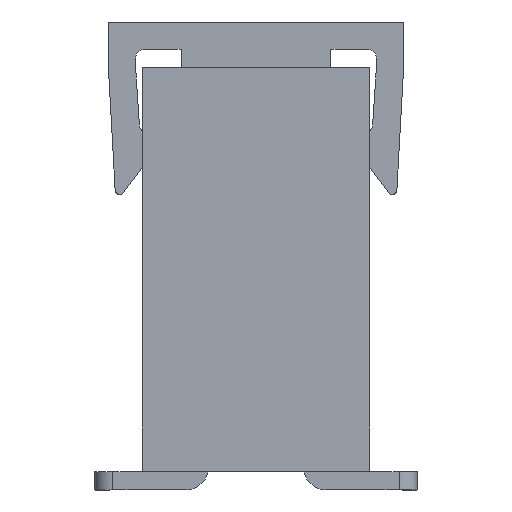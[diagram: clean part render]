
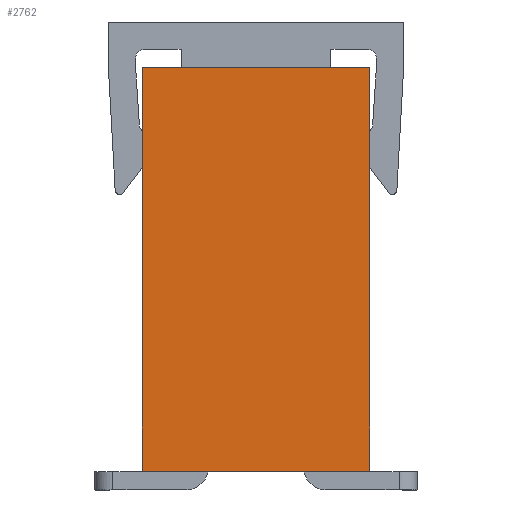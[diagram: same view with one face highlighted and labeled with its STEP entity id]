
A CAD part, left-side view. The second image highlights one B-rep face of the part: STEP entity #2762.
In plain terms, the highlighted planar face has unit normal (-1, 0, 0).
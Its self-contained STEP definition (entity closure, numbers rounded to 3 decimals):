
#1045=CARTESIAN_POINT('',(-39.6,2.5,-3.75));
#1046=VERTEX_POINT('',#1045);
#1047=CARTESIAN_POINT('',(-39.6,2.5,4.45));
#1048=VERTEX_POINT('',#1047);
#1049=CARTESIAN_POINT('',(-39.6,2.5,-3.75));
#1050=CARTESIAN_POINT('',(-39.6,2.5,-2.11));
#1051=CARTESIAN_POINT('',(-39.6,2.5,-0.47));
#1052=CARTESIAN_POINT('',(-39.6,2.5,1.17));
#1053=CARTESIAN_POINT('',(-39.6,2.5,2.81));
#1054=CARTESIAN_POINT('',(-39.6,2.5,4.45));
#1055=B_SPLINE_CURVE_WITH_KNOTS('',5,(#1049,#1050,#1051,#1052,#1053,#1054),.UNSPECIFIED.,.F.,.U.,(6,6),(0.,8.2),.UNSPECIFIED.);
#1056=EDGE_CURVE('',#1046,#1048,#1055,.T.);
#1498=CARTESIAN_POINT('',(-39.6,2.5,-4.45));
#1499=VERTEX_POINT('',#1498);
#1506=CARTESIAN_POINT('',(-39.6,2.5,-4.45));
#1507=DIRECTION('',(0.,0.,1.));
#1508=VECTOR('',#1507,0.7);
#1509=LINE('',#1506,#1508);
#1510=EDGE_CURVE('',#1499,#1046,#1509,.T.);
#1526=CARTESIAN_POINT('',(-39.6,-2.5,4.45));
#1527=VERTEX_POINT('',#1526);
#1549=CARTESIAN_POINT('',(-39.6,-2.5,4.45));
#1550=CARTESIAN_POINT('',(-39.6,-1.5,4.45));
#1551=CARTESIAN_POINT('',(-39.6,-0.5,4.45));
#1552=CARTESIAN_POINT('',(-39.6,0.5,4.45));
#1553=CARTESIAN_POINT('',(-39.6,1.5,4.45));
#1554=CARTESIAN_POINT('',(-39.6,2.5,4.45));
#1555=B_SPLINE_CURVE_WITH_KNOTS('',5,(#1549,#1550,#1551,#1552,#1553,#1554),.UNSPECIFIED.,.F.,.U.,(6,6),(0.,5.),.UNSPECIFIED.);
#1556=EDGE_CURVE('',#1527,#1048,#1555,.T.);
#2280=CARTESIAN_POINT('',(-39.6,-2.5,-3.75));
#2281=VERTEX_POINT('',#2280);
#2282=CARTESIAN_POINT('',(-39.6,-2.5,-4.45));
#2283=VERTEX_POINT('',#2282);
#2284=CARTESIAN_POINT('',(-39.6,-2.5,-3.75));
#2285=DIRECTION('',(0.,0.,-1.));
#2286=VECTOR('',#2285,0.7);
#2287=LINE('',#2284,#2286);
#2288=EDGE_CURVE('',#2281,#2283,#2287,.T.);
#2726=CARTESIAN_POINT('',(-39.6,-2.5,-3.75));
#2727=CARTESIAN_POINT('',(-39.6,-2.5,-2.11));
#2728=CARTESIAN_POINT('',(-39.6,-2.5,-0.47));
#2729=CARTESIAN_POINT('',(-39.6,-2.5,1.17));
#2730=CARTESIAN_POINT('',(-39.6,-2.5,2.81));
#2731=CARTESIAN_POINT('',(-39.6,-2.5,4.45));
#2732=B_SPLINE_CURVE_WITH_KNOTS('',5,(#2726,#2727,#2728,#2729,#2730,#2731),.UNSPECIFIED.,.F.,.U.,(6,6),(0.,8.2),.UNSPECIFIED.);
#2733=EDGE_CURVE('',#2281,#1527,#2732,.T.);
#2744=CARTESIAN_POINT('',(-39.6,0.,-0.125));
#2745=DIRECTION('',(0.,-1.,0.));
#2746=DIRECTION('',(-1.,0.,0.));
#2747=AXIS2_PLACEMENT_3D('',#2744,#2746,#2745);
#2748=PLANE('',#2747);
#2749=ORIENTED_EDGE('',*,*,#2733,.T.);
#2750=ORIENTED_EDGE('',*,*,#1556,.T.);
#2751=ORIENTED_EDGE('',*,*,#1056,.F.);
#2752=ORIENTED_EDGE('',*,*,#1510,.F.);
#2753=CARTESIAN_POINT('',(-39.6,-2.5,-4.45));
#2754=DIRECTION('',(0.,1.,0.));
#2755=VECTOR('',#2754,5.);
#2756=LINE('',#2753,#2755);
#2757=EDGE_CURVE('',#2283,#1499,#2756,.T.);
#2758=ORIENTED_EDGE('',*,*,#2757,.F.);
#2759=ORIENTED_EDGE('',*,*,#2288,.F.);
#2760=EDGE_LOOP('',(#2749,#2750,#2751,#2752,#2758,#2759));
#2761=FACE_OUTER_BOUND('',#2760,.T.);
#2762=ADVANCED_FACE('',(#2761),#2748,.T.);
